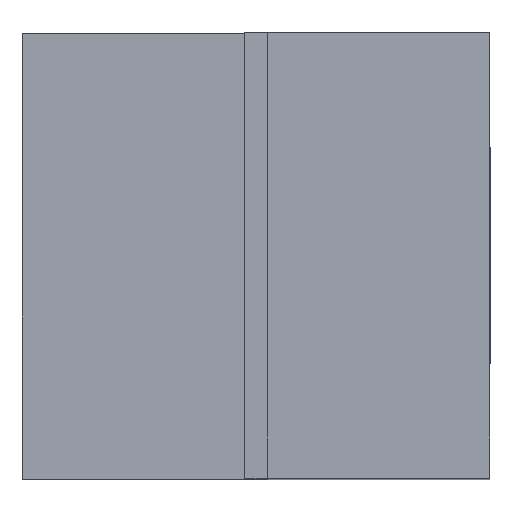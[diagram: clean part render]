
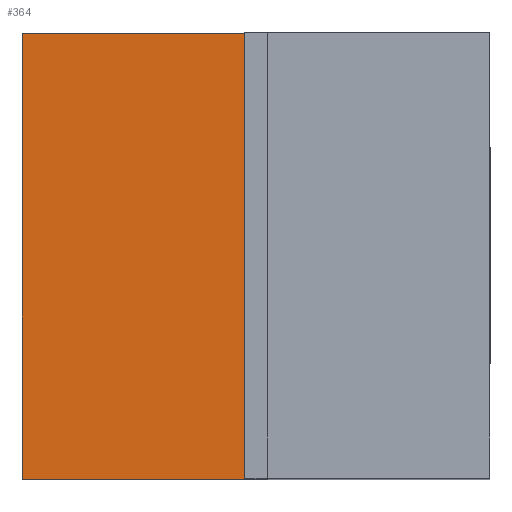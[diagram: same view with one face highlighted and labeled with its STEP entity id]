
A CAD part, top view. The second image highlights one B-rep face of the part: STEP entity #364.
In plain terms, the highlighted planar face has unit normal (0, 0, 1).
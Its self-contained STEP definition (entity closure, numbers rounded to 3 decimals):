
#13 = VERTEX_POINT ( 'NONE', #462 ) ;
#15 = FACE_OUTER_BOUND ( 'NONE', #438, .T. ) ;
#20 = CARTESIAN_POINT ( 'NONE',  ( -10.5, 10., -12.375 ) ) ;
#28 = CARTESIAN_POINT ( 'NONE',  ( -5., 10., -12.375 ) ) ;
#37 = DIRECTION ( 'NONE',  ( 1., 0., 0. ) ) ;
#39 = LINE ( 'NONE', #255, #232 ) ;
#57 = EDGE_CURVE ( 'NONE', #165, #320, #39, .T. ) ;
#60 = CARTESIAN_POINT ( 'NONE',  ( -10.5, 10., -12.375 ) ) ;
#87 = ORIENTED_EDGE ( 'NONE', *, *, #239, .F. ) ;
#118 = CARTESIAN_POINT ( 'NONE',  ( -10.5, 0., -12.375 ) ) ;
#137 = ORIENTED_EDGE ( 'NONE', *, *, #409, .F. ) ;
#138 = VECTOR ( 'NONE', #447, 1000. ) ;
#149 = CARTESIAN_POINT ( 'NONE',  ( -10.5, 10., -12.375 ) ) ;
#165 = VERTEX_POINT ( 'NONE', #118 ) ;
#188 = AXIS2_PLACEMENT_3D ( 'NONE', #60, #383, #204 ) ;
#190 = DIRECTION ( 'NONE',  ( 1., 0., 0. ) ) ;
#191 = EDGE_CURVE ( 'NONE', #465, #165, #226, .T. ) ;
#202 = PLANE ( 'NONE',  #188 ) ;
#204 = DIRECTION ( 'NONE',  ( -1., 0., 0. ) ) ;
#206 = LINE ( 'NONE', #28, #357 ) ;
#226 = LINE ( 'NONE', #302, #138 ) ;
#232 = VECTOR ( 'NONE', #37, 1000. ) ;
#236 = DIRECTION ( 'NONE',  ( 0., -1., 0. ) ) ;
#239 = EDGE_CURVE ( 'NONE', #465, #13, #405, .T. ) ;
#250 = VECTOR ( 'NONE', #190, 1000. ) ;
#255 = CARTESIAN_POINT ( 'NONE',  ( -10.5, 0., -12.375 ) ) ;
#278 = ORIENTED_EDGE ( 'NONE', *, *, #191, .T. ) ;
#295 = ORIENTED_EDGE ( 'NONE', *, *, #57, .T. ) ;
#302 = CARTESIAN_POINT ( 'NONE',  ( -10.5, 10., -12.375 ) ) ;
#304 = CARTESIAN_POINT ( 'NONE',  ( -5., 0., -12.375 ) ) ;
#320 = VERTEX_POINT ( 'NONE', #304 ) ;
#357 = VECTOR ( 'NONE', #236, 1000. ) ;
#364 = ADVANCED_FACE ( 'NONE', ( #15 ), #202, .F. ) ;
#383 = DIRECTION ( 'NONE',  ( 0., 0., -1. ) ) ;
#405 = LINE ( 'NONE', #149, #250 ) ;
#409 = EDGE_CURVE ( 'NONE', #13, #320, #206, .T. ) ;
#438 = EDGE_LOOP ( 'NONE', ( #295, #137, #87, #278 ) ) ;
#447 = DIRECTION ( 'NONE',  ( 0., -1., 0. ) ) ;
#462 = CARTESIAN_POINT ( 'NONE',  ( -5., 10., -12.375 ) ) ;
#465 = VERTEX_POINT ( 'NONE', #20 ) ;
